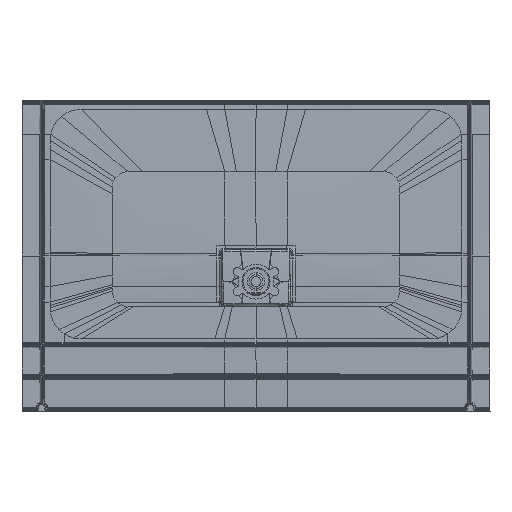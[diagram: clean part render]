
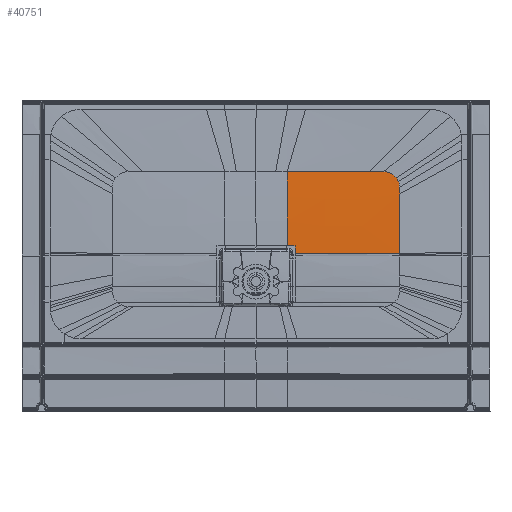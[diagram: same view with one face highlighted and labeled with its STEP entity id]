
A CAD part, front view. The second image highlights one B-rep face of the part: STEP entity #40751.
In plain terms, the highlighted free-form (B-spline) face has degree [3, 3] with [4, 4] control points.
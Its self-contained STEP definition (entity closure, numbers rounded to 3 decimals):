
#11777=CARTESIAN_POINT('',(459.999,-23.737,
145.169));
#11778=CARTESIAN_POINT('',(348.39,-26.357,
145.181));
#11779=CARTESIAN_POINT('',(236.752,-27.777,
145.154));
#11780=CARTESIAN_POINT('',(125.111,-27.962,
145.151));
#11782=CARTESIAN_POINT('',(97.993,7199.92,112.111));
#11783=DIRECTION('',(-1.,0.,0.));
#11784=DIRECTION('',(0.,-1.,0.008));
#11785=AXIS2_PLACEMENT_3D('',#11782,#11783,#11784);
#11787=CARTESIAN_POINT('',(100.081,-22.02,
407.5));
#11788=CARTESIAN_POINT('',(185.468,-22.02,
407.5));
#11789=CARTESIAN_POINT('',(273.811,-21.587,
407.5));
#11790=CARTESIAN_POINT('',(364.083,-20.81,
407.5));
#11792=CARTESIAN_POINT('',(364.083,-20.81,
407.5));
#11793=CARTESIAN_POINT('',(369.232,-20.766,
407.497));
#11794=CARTESIAN_POINT('',(379.498,-20.675,
407.493));
#11795=CARTESIAN_POINT('',(394.803,-20.534,
407.508));
#11796=CARTESIAN_POINT('',(404.945,-20.437,
407.504));
#11797=CARTESIAN_POINT('',(410.,-20.388,
407.499));
#11799=CARTESIAN_POINT('',(410.,-20.388,
407.499));
#11800=CARTESIAN_POINT('',(410.961,-20.379,
407.499));
#11801=CARTESIAN_POINT('',(412.879,-20.361,
407.441));
#11802=CARTESIAN_POINT('',(415.75,-20.34,
407.194));
#11803=CARTESIAN_POINT('',(418.599,-20.323,
406.781));
#11804=CARTESIAN_POINT('',(421.421,-20.31,
406.205));
#11805=CARTESIAN_POINT('',(424.203,-20.301,
405.468));
#11806=CARTESIAN_POINT('',(426.937,-20.296,
404.572));
#11807=CARTESIAN_POINT('',(429.615,-20.295,
403.521));
#11808=CARTESIAN_POINT('',(432.228,-20.298,
402.318));
#11809=CARTESIAN_POINT('',(434.767,-20.305,
400.966));
#11810=CARTESIAN_POINT('',(437.225,-20.316,
399.471));
#11811=CARTESIAN_POINT('',(439.592,-20.33,
397.837));
#11812=CARTESIAN_POINT('',(441.862,-20.347,
396.07));
#11813=CARTESIAN_POINT('',(444.023,-20.368,
394.178));
#11814=CARTESIAN_POINT('',(446.074,-20.392,
392.163));
#11815=CARTESIAN_POINT('',(448.007,-20.419,
390.034));
#11816=CARTESIAN_POINT('',(449.209,-20.438,
388.541));
#11817=CARTESIAN_POINT('',(449.79,-20.449,
387.777));
#11819=CARTESIAN_POINT('',(449.79,-20.449,
387.777));
#11820=CARTESIAN_POINT('',(450.334,-20.459,
387.061));
#11821=CARTESIAN_POINT('',(451.382,-20.479,
385.604));
#11822=CARTESIAN_POINT('',(452.836,-20.512,
383.334));
#11823=CARTESIAN_POINT('',(454.165,-20.547,
380.99));
#11824=CARTESIAN_POINT('',(455.366,-20.585,
378.577));
#11825=CARTESIAN_POINT('',(456.079,-20.611,
376.929));
#11826=CARTESIAN_POINT('',(456.413,-20.625,
376.094));
#11828=CARTESIAN_POINT('',(456.413,-20.625,
376.094));
#11829=CARTESIAN_POINT('',(456.75,-20.639,
375.251));
#11830=CARTESIAN_POINT('',(457.378,-20.667,
373.55));
#11831=CARTESIAN_POINT('',(458.18,-20.711,
370.949));
#11832=CARTESIAN_POINT('',(458.84,-20.758,
368.308));
#11833=CARTESIAN_POINT('',(459.356,-20.806,
365.634));
#11834=CARTESIAN_POINT('',(459.726,-20.857,
362.937));
#11835=CARTESIAN_POINT('',(459.949,-20.909,
360.222));
#11836=CARTESIAN_POINT('',(459.999,-20.944,
358.408));
#11837=CARTESIAN_POINT('',(460.,-20.963,
357.5));
#11839=DIRECTION('',(0.,-0.019,-1.));
#11840=VECTOR('',#11839,21.445);
#11841=CARTESIAN_POINT('',(460.,-20.963,
357.5));
#11842=LINE('',#11841,#11840);
#11843=CARTESIAN_POINT('',(460.,-21.38,
336.059));
#11844=CARTESIAN_POINT('',(460.,-22.582,
271.933));
#11845=CARTESIAN_POINT('',(459.992,-23.362,
208.247));
#11846=CARTESIAN_POINT('',(459.999,-23.737,
145.169));
#12358=CARTESIAN_POINT('',(100.067,-27.825,
170.2));
#12359=CARTESIAN_POINT('',(108.415,-27.825,
170.2));
#12360=CARTESIAN_POINT('',(116.762,-27.817,
170.198));
#12361=CARTESIAN_POINT('',(125.11,-27.803,
170.198));
#12363=CARTESIAN_POINT('',(125.11,-27.803,
170.198));
#12364=CARTESIAN_POINT('',(125.11,-27.871,
161.849));
#12365=CARTESIAN_POINT('',(125.111,-27.923,
153.5));
#12366=CARTESIAN_POINT('',(125.111,-27.962,
145.151));
#12368=CARTESIAN_POINT('',(125.111,-27.962,
145.151));
#17766=CARTESIAN_POINT('',(459.999,-23.737,
145.169));
#17767=VERTEX_POINT('',#17766);
#17770=CARTESIAN_POINT('',(460.,-21.38,
336.059));
#17771=VERTEX_POINT('',#17770);
#17773=CARTESIAN_POINT('',(460.,-20.963,
357.5));
#17774=VERTEX_POINT('',#17773);
#17775=CARTESIAN_POINT('',(456.413,-20.625,
376.094));
#17776=VERTEX_POINT('',#17775);
#17778=CARTESIAN_POINT('',(449.79,-20.449,
387.777));
#17779=VERTEX_POINT('',#17778);
#17781=CARTESIAN_POINT('',(410.,-20.388,
407.499));
#17782=VERTEX_POINT('',#17781);
#17784=CARTESIAN_POINT('',(364.083,-20.81,
407.5));
#17785=VERTEX_POINT('',#17784);
#17786=CARTESIAN_POINT('',(100.081,-22.02,
407.5));
#17787=VERTEX_POINT('',#17786);
#17791=CARTESIAN_POINT('',(100.067,-27.825,
170.2));
#17793=VERTEX_POINT('',#17791);
#17825=VERTEX_POINT('',#12368);
#17826=VERTEX_POINT('',#12363);
#40718=CARTESIAN_POINT('',(463.532,-19.773,
410.052));
#40719=CARTESIAN_POINT('',(463.656,-21.855,
320.905));
#40720=CARTESIAN_POINT('',(463.727,-23.152,
231.725));
#40721=CARTESIAN_POINT('',(463.747,-23.664,
142.543));
#40722=CARTESIAN_POINT('',(341.199,-21.084,
410.219));
#40723=CARTESIAN_POINT('',(341.297,-24.152,
321.033));
#40724=CARTESIAN_POINT('',(341.345,-25.98,
231.796));
#40725=CARTESIAN_POINT('',(341.344,-26.569,
142.555));
#40726=CARTESIAN_POINT('',(218.841,-21.92,
410.329));
#40727=CARTESIAN_POINT('',(218.895,-25.617,
321.107));
#40728=CARTESIAN_POINT('',(218.916,-27.651,
231.816));
#40729=CARTESIAN_POINT('',(218.906,-28.023,
142.522));
#40730=CARTESIAN_POINT('',(96.468,-21.903,
410.327));
#40731=CARTESIAN_POINT('',(96.467,-25.587,
321.106));
#40732=CARTESIAN_POINT('',(96.466,-27.618,
231.817));
#40733=CARTESIAN_POINT('',(96.466,-27.994,
142.522));
#40734=B_SPLINE_SURFACE_WITH_KNOTS('',3,3,((#40718,#40719,#40720,#40721),
(#40722,#40723,#40724,#40725),(#40726,#40727,#40728,#40729),(#40730,#40731,
#40732,#40733)),.UNSPECIFIED.,.F.,.F.,.F.,(4,4),(4,4),(0.384,
1.006),(0.302,0.987),.UNSPECIFIED.);
#40736=ORIENTED_EDGE('',*,*,#40735,.T.);
#40738=ORIENTED_EDGE('',*,*,#40737,.F.);
#40740=ORIENTED_EDGE('',*,*,#40739,.F.);
#40741=ORIENTED_EDGE('',*,*,#40709,.T.);
#40742=ORIENTED_EDGE('',*,*,#40588,.T.);
#40743=ORIENTED_EDGE('',*,*,#40561,.T.);
#40744=ORIENTED_EDGE('',*,*,#40526,.T.);
#40745=ORIENTED_EDGE('',*,*,#40487,.T.);
#40746=ORIENTED_EDGE('',*,*,#40452,.T.);
#40747=ORIENTED_EDGE('',*,*,#40417,.T.);
#40748=ORIENTED_EDGE('',*,*,#40382,.T.);
#40749=EDGE_LOOP('',(#40736,#40738,#40740,#40741,#40742,#40743,#40744,#40745,
#40746,#40747,#40748));
#40750=FACE_OUTER_BOUND('',#40749,.F.);
#40751=ADVANCED_FACE('',(#40750),#40734,.T.);
#11781=B_SPLINE_CURVE_WITH_KNOTS('',3,(#11777,#11778,#11779,#11780),
.UNSPECIFIED.,.F.,.F.,(4,4),(0.,1.),.UNSPECIFIED.);
#11786=CIRCLE('',#11785,7227.978);
#11791=B_SPLINE_CURVE_WITH_KNOTS('',3,(#11787,#11788,#11789,#11790),
.UNSPECIFIED.,.F.,.F.,(4,4),(0.,1.),.UNSPECIFIED.);
#11798=B_SPLINE_CURVE_WITH_KNOTS('',3,(#11792,#11793,#11794,#11795,#11796,
#11797),.UNSPECIFIED.,.F.,.F.,(4,1,1,4),(0.,0.333,
0.667,1.),.UNSPECIFIED.);
#11818=B_SPLINE_CURVE_WITH_KNOTS('',3,(#11799,#11800,#11801,#11802,#11803,
#11804,#11805,#11806,#11807,#11808,#11809,#11810,#11811,#11812,#11813,#11814,
#11815,#11816,#11817),.UNSPECIFIED.,.F.,.F.,(4,1,1,1,1,1,1,1,1,1,1,1,1,1,1,1,4),
(0.,0.063,0.125,0.188,0.25,0.313,0.375,0.438,0.5,0.563,
0.625,0.688,0.75,0.813,0.875,0.938,1.),.UNSPECIFIED.);
#11827=B_SPLINE_CURVE_WITH_KNOTS('',3,(#11819,#11820,#11821,#11822,#11823,
#11824,#11825,#11826),.UNSPECIFIED.,.F.,.F.,(4,1,1,1,1,4),(0.,0.2,0.4,
0.6,0.8,1.),.UNSPECIFIED.);
#11838=B_SPLINE_CURVE_WITH_KNOTS('',3,(#11828,#11829,#11830,#11831,#11832,
#11833,#11834,#11835,#11836,#11837),.UNSPECIFIED.,.F.,.F.,(4,1,1,1,1,1,1,4),(
0.,0.143,0.286,0.429,0.571,
0.714,0.857,1.),.UNSPECIFIED.);
#11847=B_SPLINE_CURVE_WITH_KNOTS('',3,(#11843,#11844,#11845,#11846),
.UNSPECIFIED.,.F.,.F.,(4,4),(0.,1.),.UNSPECIFIED.);
#12362=B_SPLINE_CURVE_WITH_KNOTS('',3,(#12358,#12359,#12360,#12361),
.UNSPECIFIED.,.F.,.F.,(4,4),(0.,1.),.UNSPECIFIED.);
#12367=B_SPLINE_CURVE_WITH_KNOTS('',3,(#12363,#12364,#12365,#12366),
.UNSPECIFIED.,.F.,.F.,(4,4),(0.,1.),.UNSPECIFIED.);
#40382=EDGE_CURVE('',#17771,#17767,#11847,.T.);
#40417=EDGE_CURVE('',#17774,#17771,#11842,.T.);
#40452=EDGE_CURVE('',#17776,#17774,#11838,.T.);
#40487=EDGE_CURVE('',#17779,#17776,#11827,.T.);
#40526=EDGE_CURVE('',#17782,#17779,#11818,.T.);
#40561=EDGE_CURVE('',#17785,#17782,#11798,.T.);
#40588=EDGE_CURVE('',#17787,#17785,#11791,.T.);
#40709=EDGE_CURVE('',#17793,#17787,#11786,.T.);
#40735=EDGE_CURVE('',#17767,#17825,#11781,.T.);
#40737=EDGE_CURVE('',#17826,#17825,#12367,.T.);
#40739=EDGE_CURVE('',#17793,#17826,#12362,.T.);
